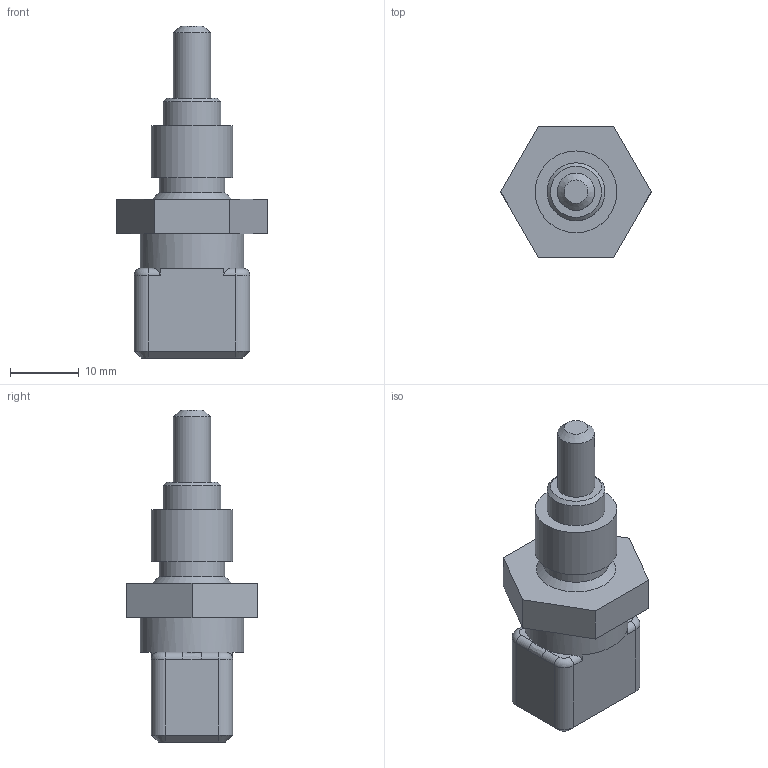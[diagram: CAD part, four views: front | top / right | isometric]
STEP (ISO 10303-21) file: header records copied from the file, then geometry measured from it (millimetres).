
FILE_DESCRIPTION((' '),'2;1');
FILE_NAME( 'Bosch 0 280 130 039 Temperature Sensor.stp', '2024-11-25T00:50:51', (' '), ('--- ---'), ' V2024.3 Jun 21 2024', ' 2024 (c)', ' ');
FILE_SCHEMA(('AP242_MANAGED_MODEL_BASED_3D_ENGINEERING_MIM_LF { 1 0 10303 442 1 1 4 }'));
Length unit declared in the file: millimetre
Products named in the file (1): Bosch 0 280 130 039 Temperature Sensor
Bounding box: 21.82 x 18.9 x 48.15 mm (x, y, z)
Volume: 5780.1 mm3; surface area: 2836.8 mm2
Topology: 1 solids, 1 shells, 66 faces, 151 edges, 94 vertices
Faces by surface type: plane 32, cylinder 21, cone 7, torus 4, bspline 2
Full cylindrical faces by diameter (mm): 5.4 x1, 8.4 x1, 9.5 x1, 11.85 x1, 15 x1
Entity records: 2070 total; most frequent: CARTESIAN_POINT 554, DIRECTION 328, ORIENTED_EDGE 284, EDGE_CURVE 142, AXIS2_PLACEMENT_3D 124, VERTEX_POINT 92, VECTOR 80, LINE 80
